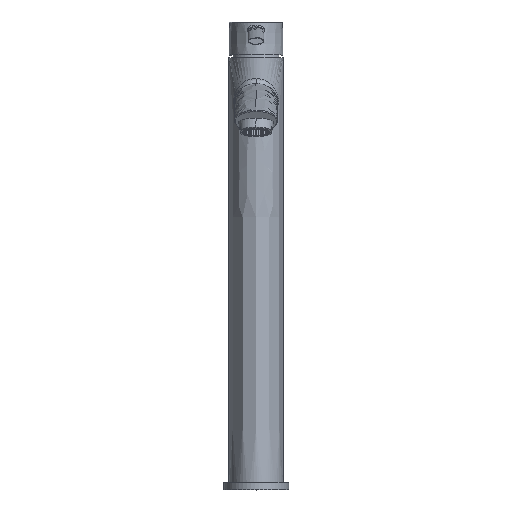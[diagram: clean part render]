
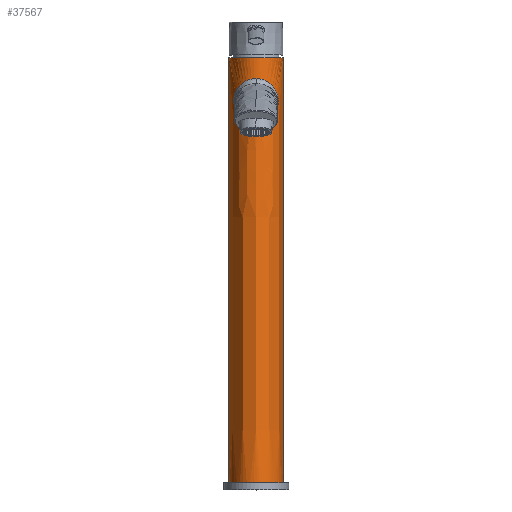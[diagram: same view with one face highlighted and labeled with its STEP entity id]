
A CAD part, top view. The second image highlights one B-rep face of the part: STEP entity #37567.
In plain terms, the highlighted face is a extrusion surface.
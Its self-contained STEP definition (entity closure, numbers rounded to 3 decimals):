
#6550=DIRECTION('',(0.,1.,0.));
#6551=VECTOR('',#6550,300.);
#6552=CARTESIAN_POINT('',(-19.1,0.,0.));
#6553=LINE('',#6552,#6551);
#6554=CARTESIAN_POINT('',(-19.1,0.,0.));
#6555=CARTESIAN_POINT('',(-19.1,0.,4.576));
#6556=CARTESIAN_POINT('',(-17.291,0.,13.729));
#6557=CARTESIAN_POINT('',(-9.915,0.,23.708));
#6558=CARTESIAN_POINT('',(0.,0.,27.296));
#6559=CARTESIAN_POINT('',(9.915,0.,23.708));
#6560=CARTESIAN_POINT('',(17.291,0.,13.729));
#6561=CARTESIAN_POINT('',(19.1,0.,4.576));
#6562=CARTESIAN_POINT('',(19.1,0.,0.));
#6564=CARTESIAN_POINT('',(0.,285.173,
26.1));
#6565=CARTESIAN_POINT('',(-0.878,285.171,
26.1));
#6566=CARTESIAN_POINT('',(-2.687,285.029,25.931));
#6567=CARTESIAN_POINT('',(-5.495,284.317,25.096));
#6568=CARTESIAN_POINT('',(-8.344,283.035,23.612));
#6569=CARTESIAN_POINT('',(-11.104,280.996,21.35));
#6570=CARTESIAN_POINT('',(-13.005,278.77,19.167));
#6571=CARTESIAN_POINT('',(-14.315,276.518,17.306));
#6572=CARTESIAN_POINT('',(-15.152,274.199,15.895));
#6573=CARTESIAN_POINT('',(-15.599,271.934,15.052));
#6574=CARTESIAN_POINT('',(-15.737,269.715,14.777));
#6575=CARTESIAN_POINT('',(-15.607,267.456,15.036));
#6576=CARTESIAN_POINT('',(-15.155,264.948,15.888));
#6577=CARTESIAN_POINT('',(-14.357,262.361,17.233));
#6578=CARTESIAN_POINT('',(-13.18,259.709,18.932));
#6579=CARTESIAN_POINT('',(-11.498,256.877,20.919));
#6580=CARTESIAN_POINT('',(-9.316,254.221,22.872));
#6581=CARTESIAN_POINT('',(-7.045,252.224,24.334));
#6582=CARTESIAN_POINT('',(-4.636,250.792,25.39));
#6583=CARTESIAN_POINT('',(-2.241,249.991,25.983));
#6584=CARTESIAN_POINT('',(-0.732,249.832,
26.1));
#6585=CARTESIAN_POINT('',(0.,249.831,26.1));
#6587=CARTESIAN_POINT('',(0.,249.831,26.1));
#6588=CARTESIAN_POINT('',(0.733,249.829,26.1));
#6589=CARTESIAN_POINT('',(2.245,249.981,25.983));
#6590=CARTESIAN_POINT('',(4.644,250.774,25.388));
#6591=CARTESIAN_POINT('',(7.057,252.199,24.329));
#6592=CARTESIAN_POINT('',(9.338,254.204,22.854));
#6593=CARTESIAN_POINT('',(11.499,256.827,20.919));
#6594=CARTESIAN_POINT('',(13.222,259.736,18.879));
#6595=CARTESIAN_POINT('',(14.382,262.38,17.192));
#6596=CARTESIAN_POINT('',(15.169,264.957,15.862));
#6597=CARTESIAN_POINT('',(15.614,267.455,15.022));
#6598=CARTESIAN_POINT('',(15.743,269.698,14.766));
#6599=CARTESIAN_POINT('',(15.609,271.92,15.031));
#6600=CARTESIAN_POINT('',(15.164,274.197,15.873));
#6601=CARTESIAN_POINT('',(14.326,276.527,17.289));
#6602=CARTESIAN_POINT('',(13.015,278.792,19.155));
#6603=CARTESIAN_POINT('',(11.105,281.029,21.349));
#6604=CARTESIAN_POINT('',(8.345,283.065,23.611));
#6605=CARTESIAN_POINT('',(5.496,284.339,25.096));
#6606=CARTESIAN_POINT('',(2.689,285.041,25.931));
#6607=CARTESIAN_POINT('',(0.879,285.175,26.1));
#6608=CARTESIAN_POINT('',(0.,285.173,
26.1));
#6610=CARTESIAN_POINT('',(19.1,0.,0.));
#6618=CARTESIAN_POINT('',(-19.1,0.,0.));
#6620=DIRECTION('',(0.,1.,0.));
#6621=VECTOR('',#6620,300.);
#6622=CARTESIAN_POINT('',(19.1,0.,0.));
#6623=LINE('',#6622,#6621);
#13697=CARTESIAN_POINT('',(19.1,300.,0.));
#13705=CARTESIAN_POINT('',(-19.1,300.,0.));
#13707=CARTESIAN_POINT('',(-19.1,300.,0.));
#13708=CARTESIAN_POINT('',(-19.1,300.,4.576));
#13709=CARTESIAN_POINT('',(-17.291,300.,13.729));
#13710=CARTESIAN_POINT('',(-9.915,300.,23.708));
#13711=CARTESIAN_POINT('',(0.,300.,27.296));
#13712=CARTESIAN_POINT('',(9.915,300.,23.708));
#13713=CARTESIAN_POINT('',(17.291,300.,13.729));
#13714=CARTESIAN_POINT('',(19.1,300.,4.576));
#13715=CARTESIAN_POINT('',(19.1,300.,0.));
#25743=VERTEX_POINT('',#13697);
#25744=VERTEX_POINT('',#13705);
#25745=VERTEX_POINT('',#6564);
#25746=VERTEX_POINT('',#6585);
#32186=VERTEX_POINT('',#6610);
#32187=VERTEX_POINT('',#6618);
#37534=CARTESIAN_POINT('',(-19.071,0.,-1.428));
#37535=CARTESIAN_POINT('',(-19.09,0.,-0.952));
#37536=CARTESIAN_POINT('',(-19.194,0.,4.1));
#37537=CARTESIAN_POINT('',(-17.291,0.,13.729));
#37538=CARTESIAN_POINT('',(-9.915,0.,23.708));
#37539=CARTESIAN_POINT('',(0.,0.,27.296));
#37540=CARTESIAN_POINT('',(9.915,0.,23.708));
#37541=CARTESIAN_POINT('',(17.291,0.,13.729));
#37542=CARTESIAN_POINT('',(19.194,0.,4.1));
#37543=CARTESIAN_POINT('',(19.09,0.,-0.952));
#37544=CARTESIAN_POINT('',(19.071,0.,-1.428));
#37549=DIRECTION('',(0.,1.,0.));
#37550=VECTOR('',#37549,1.);
#37551=SURFACE_OF_LINEAR_EXTRUSION('',#37545,#37550);
#37553=ORIENTED_EDGE('',*,*,#37552,.T.);
#37555=ORIENTED_EDGE('',*,*,#37554,.T.);
#37557=ORIENTED_EDGE('',*,*,#37556,.F.);
#37559=ORIENTED_EDGE('',*,*,#37558,.F.);
#37560=EDGE_LOOP('',(#37553,#37555,#37557,#37559));
#37561=FACE_OUTER_BOUND('',#37560,.F.);
#37562=ORIENTED_EDGE('',*,*,#37512,.T.);
#37564=ORIENTED_EDGE('',*,*,#37563,.T.);
#37565=EDGE_LOOP('',(#37562,#37564));
#37566=FACE_BOUND('',#37565,.F.);
#37567=ADVANCED_FACE('',(#37561,#37566),#37551,.T.);
#6563=B_SPLINE_CURVE_WITH_KNOTS('',3,(#6554,#6555,#6556,#6557,#6558,#6559,#6560,
#6561,#6562),.UNSPECIFIED.,.F.,.F.,(4,1,1,1,1,1,4),(0.,0.167,
0.333,0.5,0.667,0.833,1.),
.UNSPECIFIED.);
#6586=B_SPLINE_CURVE_WITH_KNOTS('',3,(#6564,#6565,#6566,#6567,#6568,#6569,#6570,
#6571,#6572,#6573,#6574,#6575,#6576,#6577,#6578,#6579,#6580,#6581,#6582,#6583,
#6584,#6585),.UNSPECIFIED.,.F.,.F.,(4,1,1,1,1,1,1,1,1,1,1,1,1,1,1,1,1,1,1,4),(
0.,0.053,0.105,0.158,0.211,
0.263,0.316,0.368,0.421,
0.474,0.526,0.579,0.632,
0.684,0.737,0.789,0.842,
0.895,0.947,1.),.UNSPECIFIED.);
#6609=B_SPLINE_CURVE_WITH_KNOTS('',3,(#6587,#6588,#6589,#6590,#6591,#6592,#6593,
#6594,#6595,#6596,#6597,#6598,#6599,#6600,#6601,#6602,#6603,#6604,#6605,#6606,
#6607,#6608),.UNSPECIFIED.,.F.,.F.,(4,1,1,1,1,1,1,1,1,1,1,1,1,1,1,1,1,1,1,4),(
0.,0.053,0.105,0.158,0.211,
0.263,0.316,0.368,0.421,
0.474,0.526,0.579,0.632,
0.684,0.737,0.789,0.842,
0.895,0.947,1.),.UNSPECIFIED.);
#13716=B_SPLINE_CURVE_WITH_KNOTS('',3,(#13707,#13708,#13709,#13710,#13711,
#13712,#13713,#13714,#13715),.UNSPECIFIED.,.F.,.F.,(4,1,1,1,1,1,4),(0.,
0.167,0.333,0.5,0.667,0.833,
1.),.UNSPECIFIED.);
#37512=EDGE_CURVE('',#25745,#25746,#6586,.T.);
#37545=B_SPLINE_CURVE_WITH_KNOTS('',3,(#37534,#37535,#37536,#37537,#37538,
#37539,#37540,#37541,#37542,#37543,#37544),.UNSPECIFIED.,.F.,.F.,(4,1,1,1,1,1,1,
1,4),(0.,0.017,0.178,0.339,0.5,
0.661,0.822,0.983,1.),.UNSPECIFIED.);
#37552=EDGE_CURVE('',#32187,#25744,#6553,.T.);
#37554=EDGE_CURVE('',#25744,#25743,#13716,.T.);
#37556=EDGE_CURVE('',#32186,#25743,#6623,.T.);
#37558=EDGE_CURVE('',#32187,#32186,#6563,.T.);
#37563=EDGE_CURVE('',#25746,#25745,#6609,.T.);
